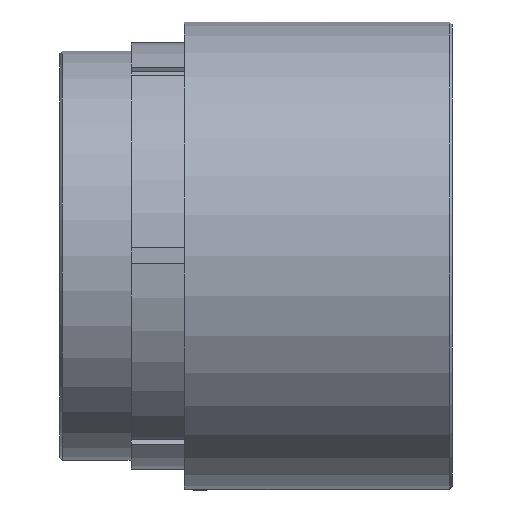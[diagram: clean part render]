
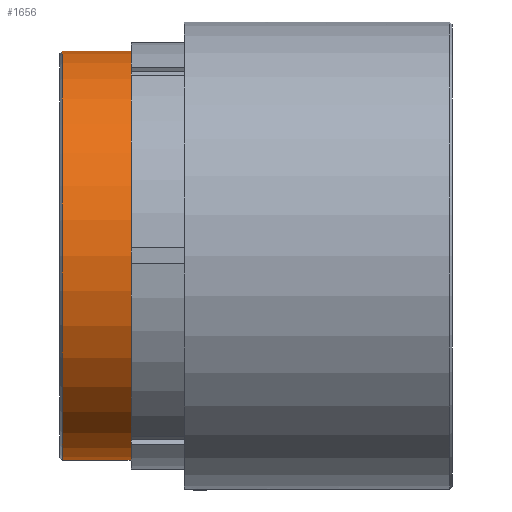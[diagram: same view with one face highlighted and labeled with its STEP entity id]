
A CAD part, left-side view. The second image highlights one B-rep face of the part: STEP entity #1656.
In plain terms, the highlighted cylindrical face has radius 60.922 mm (diameter 121.844 mm), a partial arc.
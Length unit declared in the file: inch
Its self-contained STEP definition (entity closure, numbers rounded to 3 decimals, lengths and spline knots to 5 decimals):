
#73 = AXIS2_PLACEMENT_3D ( 'NONE', #2899, #634, #729 ) ;
#139 = VECTOR ( 'NONE', #5368, 39.37008 ) ;
#364 = CIRCLE ( 'NONE', #73, 2.3985 ) ;
#434 = AXIS2_PLACEMENT_3D ( 'NONE', #2326, #1403, #4039 ) ;
#634 = DIRECTION ( 'NONE',  ( 0., -1., 0. ) ) ;
#709 = CARTESIAN_POINT ( 'NONE',  ( 0., 3.765, 0. ) ) ;
#729 = DIRECTION ( 'NONE',  ( 0., 0., 1. ) ) ;
#997 = EDGE_LOOP ( 'NONE', ( #3690, #2621, #4683, #2586 ) ) ;
#1149 = EDGE_CURVE ( 'NONE', #4400, #4002, #5431, .T. ) ;
#1403 = DIRECTION ( 'NONE',  ( 0., 1., 0. ) ) ;
#1486 = VECTOR ( 'NONE', #4531, 39.37008 ) ;
#1540 = DIRECTION ( 'NONE',  ( 0., 1., 0. ) ) ;
#1569 = DIRECTION ( 'NONE',  ( 0., 0., 1. ) ) ;
#1656 = ADVANCED_FACE ( 'NONE', ( #3127 ), #4900, .T. ) ;
#1854 = EDGE_CURVE ( 'NONE', #4400, #2191, #2652, .T. ) ;
#1927 = AXIS2_PLACEMENT_3D ( 'NONE', #709, #1540, #1569 ) ;
#2191 = VERTEX_POINT ( 'NONE', #2964 ) ;
#2288 = LINE ( 'NONE', #5025, #1486 ) ;
#2326 = CARTESIAN_POINT ( 'NONE',  ( 0., 3.765, 0. ) ) ;
#2447 = CARTESIAN_POINT ( 'NONE',  ( 0., 3.765, -2.3985 ) ) ;
#2586 = ORIENTED_EDGE ( 'NONE', *, *, #5116, .T. ) ;
#2621 = ORIENTED_EDGE ( 'NONE', *, *, #1854, .T. ) ;
#2652 = CIRCLE ( 'NONE', #434, 2.3985 ) ;
#2899 = CARTESIAN_POINT ( 'NONE',  ( 0., 4.57, 0. ) ) ;
#2910 = EDGE_CURVE ( 'NONE', #2191, #4778, #2288, .T. ) ;
#2964 = CARTESIAN_POINT ( 'NONE',  ( 0., 3.765, 2.3985 ) ) ;
#3127 = FACE_OUTER_BOUND ( 'NONE', #997, .T. ) ;
#3624 = CARTESIAN_POINT ( 'NONE',  ( 0., 3.765, -2.3985 ) ) ;
#3690 = ORIENTED_EDGE ( 'NONE', *, *, #1149, .F. ) ;
#4002 = VERTEX_POINT ( 'NONE', #4797 ) ;
#4039 = DIRECTION ( 'NONE',  ( 0., 0., 1. ) ) ;
#4400 = VERTEX_POINT ( 'NONE', #2447 ) ;
#4531 = DIRECTION ( 'NONE',  ( 0., 1., 0. ) ) ;
#4683 = ORIENTED_EDGE ( 'NONE', *, *, #2910, .T. ) ;
#4778 = VERTEX_POINT ( 'NONE', #5238 ) ;
#4797 = CARTESIAN_POINT ( 'NONE',  ( 0., 4.57, -2.3985 ) ) ;
#4900 = CYLINDRICAL_SURFACE ( 'NONE', #1927, 2.3985 ) ;
#5025 = CARTESIAN_POINT ( 'NONE',  ( 0., 3.765, 2.3985 ) ) ;
#5116 = EDGE_CURVE ( 'NONE', #4778, #4002, #364, .T. ) ;
#5238 = CARTESIAN_POINT ( 'NONE',  ( 0., 4.57, 2.3985 ) ) ;
#5368 = DIRECTION ( 'NONE',  ( 0., 1., 0. ) ) ;
#5431 = LINE ( 'NONE', #3624, #139 ) ;
